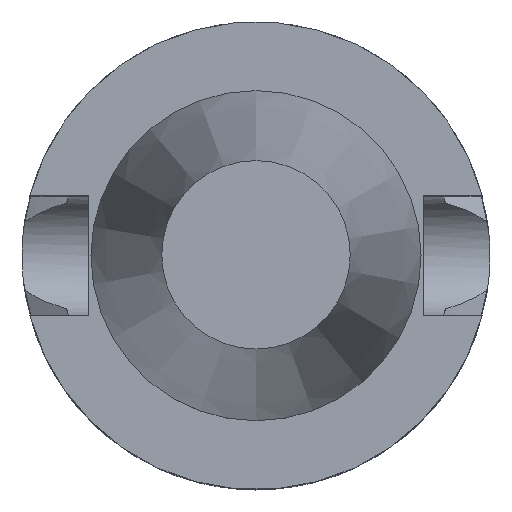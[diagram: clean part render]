
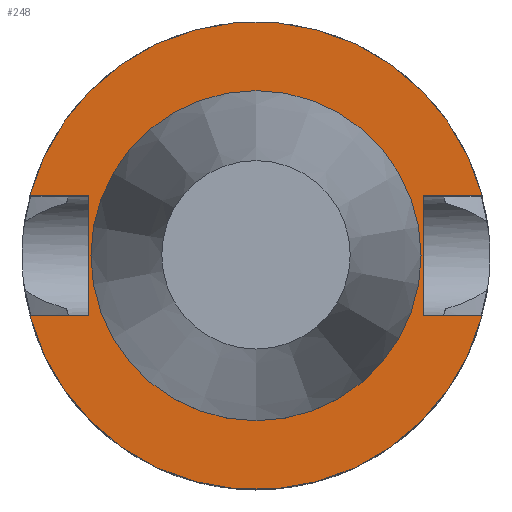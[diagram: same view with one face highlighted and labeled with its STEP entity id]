
A CAD part, top view. The second image highlights one B-rep face of the part: STEP entity #248.
In plain terms, the highlighted planar face has unit normal (0, 0, 1).
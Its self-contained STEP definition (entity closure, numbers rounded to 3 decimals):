
#114=EDGE_CURVE('240[2]',#340,#341,#342,.T.);
#133=EDGE_CURVE('240[2]',#372,#373,#374,.T.);
#137=EDGE_CURVE('240[2]',#380,#340,#381,.T.);
#167=EDGE_CURVE('240[2]',#424,#424,#425,.T.);
#206=EDGE_CURVE('240[2]',#482,#483,#484,.T.);
#208=EDGE_CURVE('240[2]',#373,#380,#486,.T.);
#210=EDGE_CURVE('240[2]',#430,#372,#488,.T.);
#248=ADVANCED_FACE('240[2]',(#535,#536),#537,.T.);
#270=EDGE_CURVE('240[2]',#483,#430,#562,.T.);
#311=EDGE_CURVE('240[2]',#341,#482,#617,.T.);
#340=VERTEX_POINT('',#641);
#341=VERTEX_POINT('',#642);
#342=CIRCLE('',#643,31.5);
#372=VERTEX_POINT('',#691);
#373=VERTEX_POINT('',#692);
#374=LINE('',#693,#694);
#380=VERTEX_POINT('',#711);
#381=LINE('',#712,#713);
#424=VERTEX_POINT('',#789);
#425=CIRCLE('',#790,22.225);
#430=VERTEX_POINT('',#797);
#482=VERTEX_POINT('',#975);
#483=VERTEX_POINT('',#976);
#484=LINE('',#977,#978);
#486=LINE('',#981,#982);
#488=CIRCLE('',#985,31.5);
#535=FACE_OUTER_BOUND('',#1126,.T.);
#536=FACE_BOUND('',#1127,.T.);
#537=PLANE('',#1128);
#562=LINE('',#1193,#1194);
#617=LINE('',#1280,#1281);
#641=CARTESIAN_POINT('',(30.454,8.05,-2.0));
#642=CARTESIAN_POINT('',(-30.454,8.05,-2.0));
#643=AXIS2_PLACEMENT_3D('',#1319,#1320,#1321);
#691=CARTESIAN_POINT('',(30.454,-8.05,-2.0));
#692=CARTESIAN_POINT('',(22.5,-8.05,-2.0));
#693=CARTESIAN_POINT('',(11.25,-8.05,-2.0));
#694=VECTOR('',#1352,1.0);
#711=CARTESIAN_POINT('',(22.5,8.05,-2.0));
#712=CARTESIAN_POINT('',(11.25,8.05,-2.0));
#713=VECTOR('',#1353,1.0);
#789=CARTESIAN_POINT('',(0.,22.225,-2.0));
#790=AXIS2_PLACEMENT_3D('',#1397,#1398,#1399);
#797=CARTESIAN_POINT('',(-30.454,-8.05,-2.0));
#975=CARTESIAN_POINT('',(-22.5,8.05,-2.0));
#976=CARTESIAN_POINT('',(-22.5,-8.05,-2.0));
#977=CARTESIAN_POINT('',(-22.5,13.431,-2.0));
#978=VECTOR('',#1455,1.0);
#981=CARTESIAN_POINT('',(22.5,13.431,-2.0));
#982=VECTOR('',#1456,1.0);
#985=AXIS2_PLACEMENT_3D('',#1457,#1458,#1459);
#1126=EDGE_LOOP('',(#1519,#1520,#1521,#1522,#1523,#1524,#1525,#1526));
#1127=EDGE_LOOP('',(#1527));
#1128=AXIS2_PLACEMENT_3D('',#1528,#1529,#1530);
#1193=CARTESIAN_POINT('',(-11.25,-8.05,-2.0));
#1194=VECTOR('',#1553,1.0);
#1280=CARTESIAN_POINT('',(-11.25,8.05,-2.0));
#1281=VECTOR('',#1622,1.0);
#1319=CARTESIAN_POINT('',(0.,0.,-2.0));
#1320=DIRECTION('',(0.,0.,1.0));
#1321=DIRECTION('',(0.,1.0,0.));
#1352=DIRECTION('',(-1.0,0.,0.));
#1353=DIRECTION('',(1.0,0.,0.));
#1397=CARTESIAN_POINT('',(0.,0.,-2.0));
#1398=DIRECTION('',(0.,0.,1.0));
#1399=DIRECTION('',(0.,1.0,0.));
#1455=DIRECTION('',(0.,-1.0,0.));
#1456=DIRECTION('',(0.,1.0,0.));
#1457=CARTESIAN_POINT('',(0.,0.,-2.0));
#1458=DIRECTION('',(0.,0.,1.0));
#1459=DIRECTION('',(0.,1.0,0.));
#1519=ORIENTED_EDGE('',*,*,#137,.T.);
#1520=ORIENTED_EDGE('',*,*,#114,.T.);
#1521=ORIENTED_EDGE('',*,*,#311,.T.);
#1522=ORIENTED_EDGE('',*,*,#206,.T.);
#1523=ORIENTED_EDGE('',*,*,#270,.T.);
#1524=ORIENTED_EDGE('',*,*,#210,.T.);
#1525=ORIENTED_EDGE('',*,*,#133,.T.);
#1526=ORIENTED_EDGE('',*,*,#208,.T.);
#1527=ORIENTED_EDGE('',*,*,#167,.F.);
#1528=CARTESIAN_POINT('',(0.,26.863,-2.0));
#1529=DIRECTION('',(0.,0.,1.0));
#1530=DIRECTION('',(1.0,0.,0.0));
#1553=DIRECTION('',(-1.0,0.,0.));
#1622=DIRECTION('',(1.0,0.,0.));
